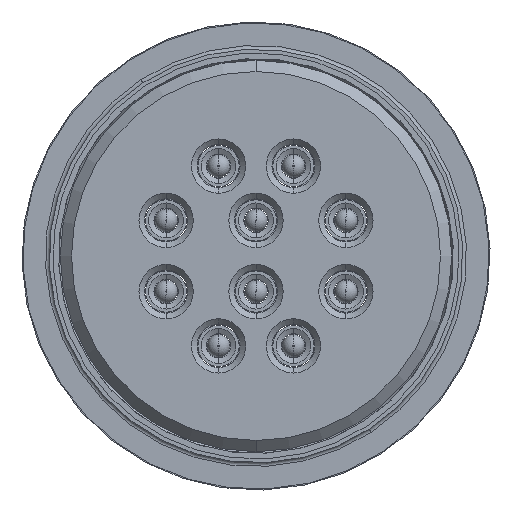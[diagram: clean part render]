
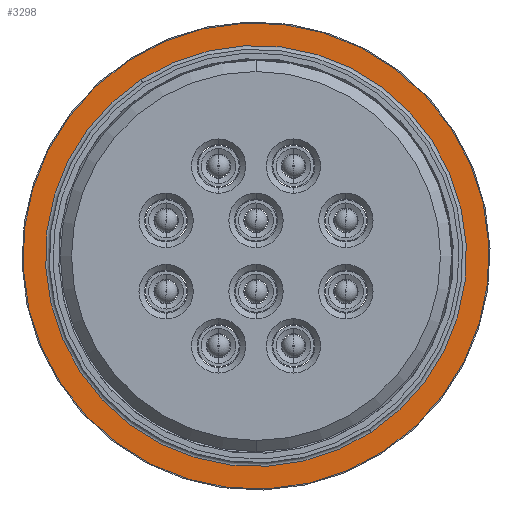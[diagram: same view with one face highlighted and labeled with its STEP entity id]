
A CAD part, front view. The second image highlights one B-rep face of the part: STEP entity #3298.
In plain terms, the highlighted face is planar.
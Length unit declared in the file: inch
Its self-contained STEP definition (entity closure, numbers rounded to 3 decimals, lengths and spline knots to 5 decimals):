
#30 = DIRECTION ( 'NONE',  ( 0., -1., 0. ) ) ;
#66 = AXIS2_PLACEMENT_3D ( 'NONE', #3058, #3446, #2998 ) ;
#67 = CIRCLE ( 'NONE', #4728, 0.6225 ) ;
#281 = CIRCLE ( 'NONE', #3628, 0.562 ) ;
#300 = CARTESIAN_POINT ( 'NONE',  ( 0., 0.025, 0.6225 ) ) ;
#439 = CARTESIAN_POINT ( 'NONE',  ( 0., 0.025, -0.6225 ) ) ;
#764 = FACE_OUTER_BOUND ( 'NONE', #1489, .T. ) ;
#1323 = DIRECTION ( 'NONE',  ( 0., -1., 0. ) ) ;
#1489 = EDGE_LOOP ( 'NONE', ( #5703, #5699 ) ) ;
#1575 = VERTEX_POINT ( 'NONE', #2083 ) ;
#1689 = PLANE ( 'NONE',  #5044 ) ;
#2020 = ORIENTED_EDGE ( 'NONE', *, *, #3470, .T. ) ;
#2083 = CARTESIAN_POINT ( 'NONE',  ( 0., 0.025, 0.562 ) ) ;
#2104 = EDGE_LOOP ( 'NONE', ( #5560, #2020 ) ) ;
#2444 = AXIS2_PLACEMENT_3D ( 'NONE', #4967, #30, #5832 ) ;
#2552 = EDGE_CURVE ( 'NONE', #3527, #1575, #281, .T. ) ;
#2662 = VERTEX_POINT ( 'NONE', #300 ) ;
#2913 = CARTESIAN_POINT ( 'NONE',  ( 0., 0.025, -0.562 ) ) ;
#2998 = DIRECTION ( 'NONE',  ( 0., 0., -1. ) ) ;
#3058 = CARTESIAN_POINT ( 'NONE',  ( 0., 0.025, 0. ) ) ;
#3191 = DIRECTION ( 'NONE',  ( 0., 0., -1. ) ) ;
#3298 = ADVANCED_FACE ( 'NONE', ( #764, #3484 ), #1689, .F. ) ;
#3363 = EDGE_CURVE ( 'NONE', #2662, #4039, #67, .T. ) ;
#3387 = DIRECTION ( 'NONE',  ( 0., -1., 0. ) ) ;
#3402 = CIRCLE ( 'NONE', #66, 0.6225 ) ;
#3446 = DIRECTION ( 'NONE',  ( 0., -1., 0. ) ) ;
#3470 = EDGE_CURVE ( 'NONE', #1575, #3527, #5106, .T. ) ;
#3484 = FACE_BOUND ( 'NONE', #2104, .T. ) ;
#3527 = VERTEX_POINT ( 'NONE', #2913 ) ;
#3543 = DIRECTION ( 'NONE',  ( 0., -1., 0. ) ) ;
#3628 = AXIS2_PLACEMENT_3D ( 'NONE', #5217, #3387, #4720 ) ;
#4039 = VERTEX_POINT ( 'NONE', #439 ) ;
#4569 = CARTESIAN_POINT ( 'NONE',  ( 0., 0.025, 0. ) ) ;
#4720 = DIRECTION ( 'NONE',  ( 0., 0., -1. ) ) ;
#4728 = AXIS2_PLACEMENT_3D ( 'NONE', #4569, #1323, #3191 ) ;
#4967 = CARTESIAN_POINT ( 'NONE',  ( 0., 0.025, 0. ) ) ;
#5044 = AXIS2_PLACEMENT_3D ( 'NONE', #5319, #3543, #5260 ) ;
#5106 = CIRCLE ( 'NONE', #2444, 0.562 ) ;
#5217 = CARTESIAN_POINT ( 'NONE',  ( 0., 0.025, 0. ) ) ;
#5260 = DIRECTION ( 'NONE',  ( 0., 0., -1. ) ) ;
#5319 = CARTESIAN_POINT ( 'NONE',  ( -0.6225, 0.025, 0. ) ) ;
#5534 = EDGE_CURVE ( 'NONE', #4039, #2662, #3402, .T. ) ;
#5560 = ORIENTED_EDGE ( 'NONE', *, *, #2552, .T. ) ;
#5699 = ORIENTED_EDGE ( 'NONE', *, *, #3363, .F. ) ;
#5703 = ORIENTED_EDGE ( 'NONE', *, *, #5534, .F. ) ;
#5832 = DIRECTION ( 'NONE',  ( 0., 0., -1. ) ) ;
